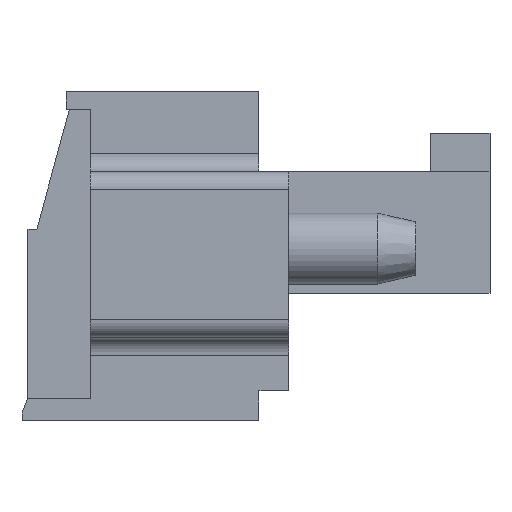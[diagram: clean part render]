
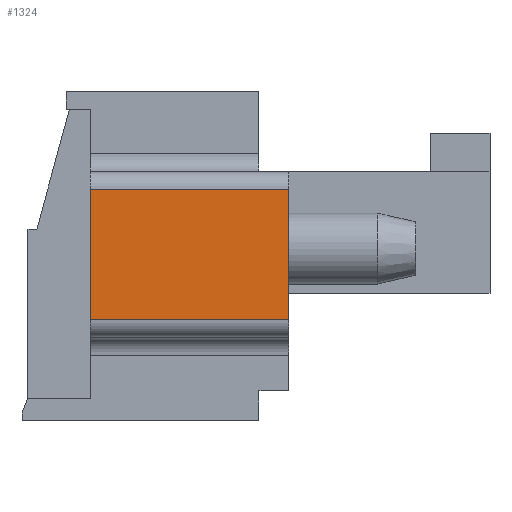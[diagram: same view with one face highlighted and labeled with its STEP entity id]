
A CAD part, left-side view. The second image highlights one B-rep face of the part: STEP entity #1324.
In plain terms, the highlighted planar face has unit normal (-1, 0, 0).
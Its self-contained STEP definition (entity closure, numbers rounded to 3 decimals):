
#1324 = ADVANCED_FACE( '', ( #2851 ), #2852, .F. );
#2851 = FACE_OUTER_BOUND( '', #4687, .T. );
#2852 = PLANE( '', #4688 );
#4687 = EDGE_LOOP( '', ( #7941, #7942, #7943, #7944 ) );
#4688 = AXIS2_PLACEMENT_3D( '', #7945, #7946, #7947 );
#7941 = ORIENTED_EDGE( '', *, *, #12122, .F. );
#7942 = ORIENTED_EDGE( '', *, *, #12123, .T. );
#7943 = ORIENTED_EDGE( '', *, *, #12124, .F. );
#7944 = ORIENTED_EDGE( '', *, *, #12125, .T. );
#7945 = CARTESIAN_POINT( '', ( -15.7, 0., 0. ) );
#7946 = DIRECTION( '', ( 1., 0., 0. ) );
#7947 = DIRECTION( '', ( 0., 0., -1. ) );
#12122 = EDGE_CURVE( '', #14945, #14946, #14947, .T. );
#12123 = EDGE_CURVE( '', #14945, #14948, #14949, .F. );
#12124 = EDGE_CURVE( '', #14950, #14948, #14951, .T. );
#12125 = EDGE_CURVE( '', #14950, #14946, #14952, .F. );
#14945 = VERTEX_POINT( '', #18869 );
#14946 = VERTEX_POINT( '', #18870 );
#14947 = LINE( '', #18871, #18872 );
#14948 = VERTEX_POINT( '', #18873 );
#14949 = LINE( '', #18874, #18875 );
#14950 = VERTEX_POINT( '', #18876 );
#14951 = LINE( '', #18877, #18878 );
#14952 = LINE( '', #18879, #18880 );
#18869 = CARTESIAN_POINT( '', ( -15.7, -5., 2.175 ) );
#18870 = CARTESIAN_POINT( '', ( -15.7, -5., -2.225 ) );
#18871 = CARTESIAN_POINT( '', ( -15.7, -5., 2.775 ) );
#18872 = VECTOR( '', #21445, 1000. );
#18873 = CARTESIAN_POINT( '', ( -15.7, 1.7, 2.175 ) );
#18874 = CARTESIAN_POINT( '', ( -15.7, 1.7, 2.175 ) );
#18875 = VECTOR( '', #21446, 1000. );
#18876 = CARTESIAN_POINT( '', ( -15.7, 1.7, -2.225 ) );
#18877 = CARTESIAN_POINT( '', ( -15.7, 1.7, -2.825 ) );
#18878 = VECTOR( '', #21447, 1000. );
#18879 = CARTESIAN_POINT( '', ( -15.7, -5., -2.225 ) );
#18880 = VECTOR( '', #21448, 1000. );
#21445 = DIRECTION( '', ( 0., 0., -1. ) );
#21446 = DIRECTION( '', ( 0., -1., 0. ) );
#21447 = DIRECTION( '', ( 0., 0., 1. ) );
#21448 = DIRECTION( '', ( 0., 1., 0. ) );
